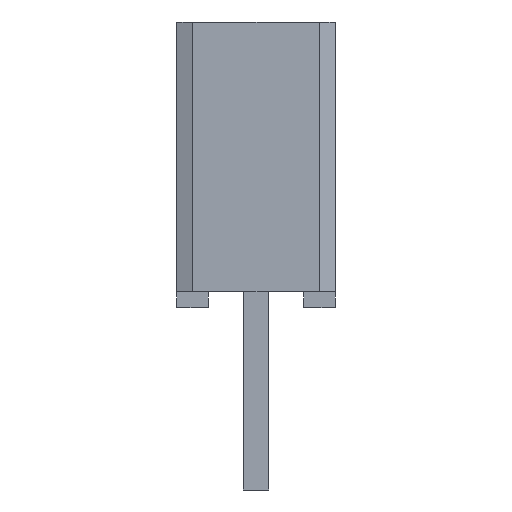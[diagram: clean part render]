
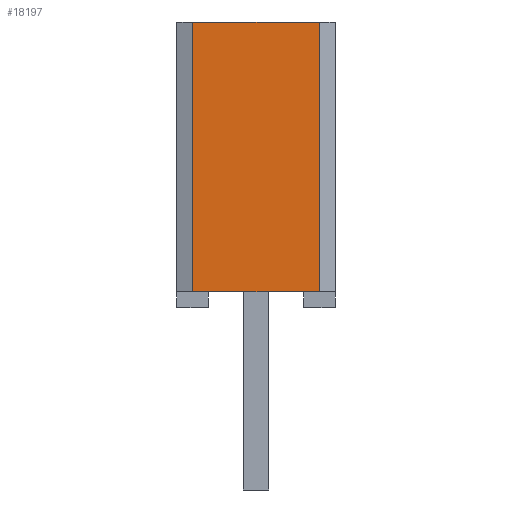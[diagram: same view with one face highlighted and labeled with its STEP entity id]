
A CAD part, left-side view. The second image highlights one B-rep face of the part: STEP entity #18197.
In plain terms, the highlighted planar face has unit normal (-1, 0, 0).
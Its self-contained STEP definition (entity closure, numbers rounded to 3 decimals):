
#312 = PLANE('',#313);
#313 = AXIS2_PLACEMENT_3D('',#314,#315,#316);
#314 = CARTESIAN_POINT('',(20.32,0.838,0.175));
#315 = DIRECTION('',(0.,0.,-1.));
#316 = DIRECTION('',(0.,1.,0.));
#917 = PLANE('',#918);
#918 = AXIS2_PLACEMENT_3D('',#919,#920,#921);
#919 = CARTESIAN_POINT('',(0.,0.076,4.493));
#920 = DIRECTION('',(0.,0.,1.));
#921 = DIRECTION('',(0.,-1.,0.));
#943 = PLANE('',#944);
#944 = AXIS2_PLACEMENT_3D('',#945,#946,#947);
#945 = CARTESIAN_POINT('',(-20.158,1.092,4.493));
#946 = DIRECTION('',(0.,-1.,0.));
#947 = DIRECTION('',(1.,0.,0.));
#968 = VERTEX_POINT('',#969);
#969 = CARTESIAN_POINT('',(-20.32,1.092,0.175));
#990 = EDGE_CURVE('',#991,#968,#993,.T.);
#991 = VERTEX_POINT('',#992);
#992 = CARTESIAN_POINT('',(-20.32,1.092,4.493));
#993 = SURFACE_CURVE('',#994,(#998,#1005),.PCURVE_S1.);
#994 = LINE('',#995,#996);
#995 = CARTESIAN_POINT('',(-20.32,1.092,4.493));
#996 = VECTOR('',#997,1.);
#997 = DIRECTION('',(0.,0.,-1.));
#998 = PCURVE('',#943,#999);
#999 = DEFINITIONAL_REPRESENTATION('',(#1000),#1004);
#1000 = LINE('',#1001,#1002);
#1001 = CARTESIAN_POINT('',(-0.162,0.));
#1002 = VECTOR('',#1003,1.);
#1003 = DIRECTION('',(0.,-1.));
#1004 = ( GEOMETRIC_REPRESENTATION_CONTEXT(2) 
PARAMETRIC_REPRESENTATION_CONTEXT() REPRESENTATION_CONTEXT('2D SPACE',''
  ) );
#1005 = PCURVE('',#1006,#1011);
#1006 = PLANE('',#1007);
#1007 = AXIS2_PLACEMENT_3D('',#1008,#1009,#1010);
#1008 = CARTESIAN_POINT('',(-20.32,1.346,4.493));
#1009 = DIRECTION('',(1.,0.,0.));
#1010 = DIRECTION('',(0.,1.,0.));
#1011 = DEFINITIONAL_REPRESENTATION('',(#1012),#1016);
#1012 = LINE('',#1013,#1014);
#1013 = CARTESIAN_POINT('',(-0.254,0.));
#1014 = VECTOR('',#1015,1.);
#1015 = DIRECTION('',(0.,-1.));
#1016 = ( GEOMETRIC_REPRESENTATION_CONTEXT(2) 
PARAMETRIC_REPRESENTATION_CONTEXT() REPRESENTATION_CONTEXT('2D SPACE',''
  ) );
#9120 = PLANE('',#9121);
#9121 = AXIS2_PLACEMENT_3D('',#9122,#9123,#9124);
#9122 = CARTESIAN_POINT('',(-20.482,-0.941,4.493));
#9123 = DIRECTION('',(0.,1.,0.));
#9124 = DIRECTION('',(-1.,0.,0.));
#9202 = EDGE_CURVE('',#9203,#9205,#9207,.T.);
#9203 = VERTEX_POINT('',#9204);
#9204 = CARTESIAN_POINT('',(-20.32,-0.941,0.175));
#9205 = VERTEX_POINT('',#9206);
#9206 = CARTESIAN_POINT('',(-20.32,-0.941,4.493));
#9207 = SURFACE_CURVE('',#9208,(#9212,#9219),.PCURVE_S1.);
#9208 = LINE('',#9209,#9210);
#9209 = CARTESIAN_POINT('',(-20.32,-0.941,4.493));
#9210 = VECTOR('',#9211,1.);
#9211 = DIRECTION('',(0.,0.,1.));
#9212 = PCURVE('',#9120,#9213);
#9213 = DEFINITIONAL_REPRESENTATION('',(#9214),#9218);
#9214 = LINE('',#9215,#9216);
#9215 = CARTESIAN_POINT('',(-0.162,0.));
#9216 = VECTOR('',#9217,1.);
#9217 = DIRECTION('',(0.,1.));
#9218 = ( GEOMETRIC_REPRESENTATION_CONTEXT(2) 
PARAMETRIC_REPRESENTATION_CONTEXT() REPRESENTATION_CONTEXT('2D SPACE',''
  ) );
#9219 = PCURVE('',#1006,#9220);
#9220 = DEFINITIONAL_REPRESENTATION('',(#9221),#9225);
#9221 = LINE('',#9222,#9223);
#9222 = CARTESIAN_POINT('',(-2.286,0.));
#9223 = VECTOR('',#9224,1.);
#9224 = DIRECTION('',(0.,1.));
#9225 = ( GEOMETRIC_REPRESENTATION_CONTEXT(2) 
PARAMETRIC_REPRESENTATION_CONTEXT() REPRESENTATION_CONTEXT('2D SPACE',''
  ) );
#15788 = EDGE_CURVE('',#968,#9203,#15789,.T.);
#15789 = SURFACE_CURVE('',#15790,(#15794,#15801),.PCURVE_S1.);
#15790 = LINE('',#15791,#15792);
#15791 = CARTESIAN_POINT('',(-20.32,0.838,0.175));
#15792 = VECTOR('',#15793,1.);
#15793 = DIRECTION('',(0.,-1.,0.));
#15794 = PCURVE('',#312,#15795);
#15795 = DEFINITIONAL_REPRESENTATION('',(#15796),#15800);
#15796 = LINE('',#15797,#15798);
#15797 = CARTESIAN_POINT('',(0.,-40.64));
#15798 = VECTOR('',#15799,1.);
#15799 = DIRECTION('',(-1.,0.));
#15800 = ( GEOMETRIC_REPRESENTATION_CONTEXT(2) 
PARAMETRIC_REPRESENTATION_CONTEXT() REPRESENTATION_CONTEXT('2D SPACE',''
  ) );
#15801 = PCURVE('',#1006,#15802);
#15802 = DEFINITIONAL_REPRESENTATION('',(#15803),#15807);
#15803 = LINE('',#15804,#15805);
#15804 = CARTESIAN_POINT('',(-0.508,-4.318));
#15805 = VECTOR('',#15806,1.);
#15806 = DIRECTION('',(-1.,0.));
#15807 = ( GEOMETRIC_REPRESENTATION_CONTEXT(2) 
PARAMETRIC_REPRESENTATION_CONTEXT() REPRESENTATION_CONTEXT('2D SPACE',''
  ) );
#17057 = EDGE_CURVE('',#991,#9205,#17058,.T.);
#17058 = SURFACE_CURVE('',#17059,(#17063,#17070),.PCURVE_S1.);
#17059 = LINE('',#17060,#17061);
#17060 = CARTESIAN_POINT('',(-20.32,1.346,4.493));
#17061 = VECTOR('',#17062,1.);
#17062 = DIRECTION('',(0.,-1.,0.));
#17063 = PCURVE('',#917,#17064);
#17064 = DEFINITIONAL_REPRESENTATION('',(#17065),#17069);
#17065 = LINE('',#17066,#17067);
#17066 = CARTESIAN_POINT('',(-1.27,-20.32));
#17067 = VECTOR('',#17068,1.);
#17068 = DIRECTION('',(1.,0.));
#17069 = ( GEOMETRIC_REPRESENTATION_CONTEXT(2) 
PARAMETRIC_REPRESENTATION_CONTEXT() REPRESENTATION_CONTEXT('2D SPACE',''
  ) );
#17070 = PCURVE('',#1006,#17071);
#17071 = DEFINITIONAL_REPRESENTATION('',(#17072),#17076);
#17072 = LINE('',#17073,#17074);
#17073 = CARTESIAN_POINT('',(0.,0.));
#17074 = VECTOR('',#17075,1.);
#17075 = DIRECTION('',(-1.,0.));
#17076 = ( GEOMETRIC_REPRESENTATION_CONTEXT(2) 
PARAMETRIC_REPRESENTATION_CONTEXT() REPRESENTATION_CONTEXT('2D SPACE',''
  ) );
#18197 = ADVANCED_FACE('',(#18198),#1006,.F.);
#18198 = FACE_BOUND('',#18199,.T.);
#18199 = EDGE_LOOP('',(#18200,#18201,#18202,#18203));
#18200 = ORIENTED_EDGE('',*,*,#990,.T.);
#18201 = ORIENTED_EDGE('',*,*,#15788,.T.);
#18202 = ORIENTED_EDGE('',*,*,#9202,.T.);
#18203 = ORIENTED_EDGE('',*,*,#17057,.F.);
